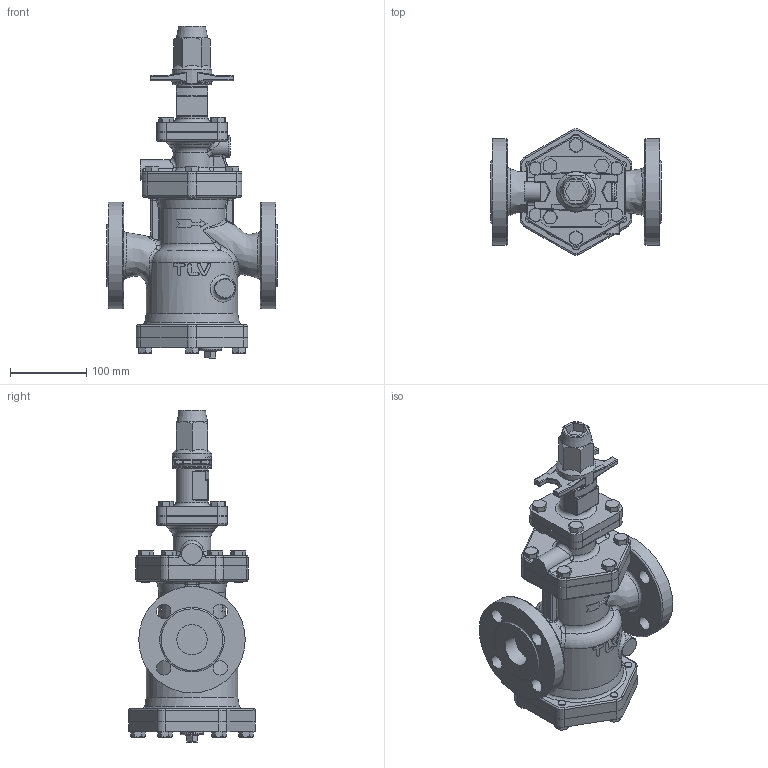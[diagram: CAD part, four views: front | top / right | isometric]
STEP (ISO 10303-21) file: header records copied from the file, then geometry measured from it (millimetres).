
FILE_DESCRIPTION(/* description */ (''),/* implementation_level */ '2;1');
FILE_NAME(/* name */ 'acosr-040-jis20-00.stp',/* time_stamp */ '2017-11-15T17:23:45+09:00',/* author */ ('nakaot'),/* organization */ (''),/* preprocessor_version */ 'ST-DEVELOPER v15.6',/* originating_system */ 'Autodesk Inventor 2015',/* authorisation */ '');
FILE_SCHEMA (('CONFIG_CONTROL_DESIGN'));
Length unit declared in the file: millimetre
Products named in the file (1): acosr-040-jis20-00
Bounding box: 224 x 166.02 x 436.6 mm (x, y, z)
Volume: 3909053.4 mm3; surface area: 391086.1 mm2
Topology: 4 solids, 4 shells, 814 faces, 1965 edges, 1204 vertices
Faces by surface type: plane 298, cylinder 217, bspline 135, cone 90, torus 59, sphere 15
Full cylindrical faces by diameter (mm): 8.376 x10, 10 x22, 12 x16, 19 x8, 27 x1, 28 x1, 30 x1, 40 x2, 42 x1, 45 x1, 52 x1, 80 x2, 89.307 x1, 104 x1, 120 x1, 140 x2
Entity records: 29173 total; most frequent: CARTESIAN_POINT 11948, ORIENTED_EDGE 3600, DIRECTION 3332, EDGE_CURVE 1800, AXIS2_PLACEMENT_3D 1328, VERTEX_POINT 1154, EDGE_LOOP 1022, FACE_OUTER_BOUND 814
